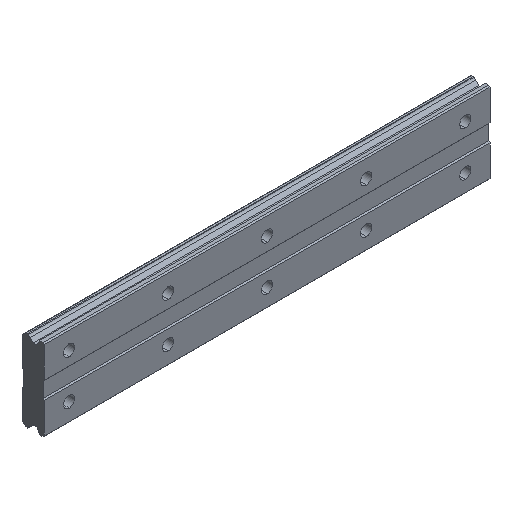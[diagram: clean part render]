
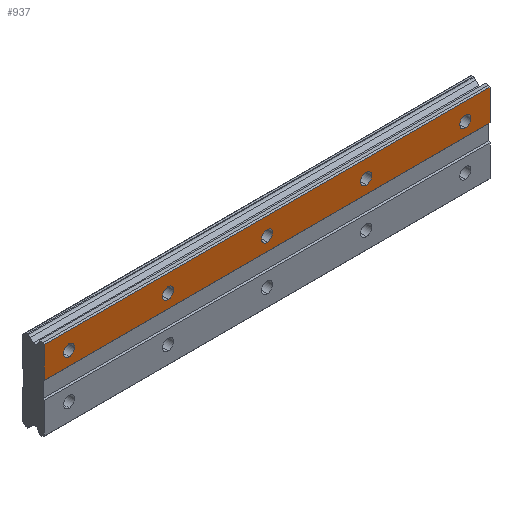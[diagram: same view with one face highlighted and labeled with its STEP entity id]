
A CAD part, isometric view. The second image highlights one B-rep face of the part: STEP entity #937.
In plain terms, the highlighted planar face has unit normal (0, -1, 0).
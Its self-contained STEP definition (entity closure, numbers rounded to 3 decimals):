
#31 = AXIS2_PLACEMENT_3D ( 'NONE', #864, #2074, #825 ) ;
#130 = EDGE_LOOP ( 'NONE', ( #1543, #448 ) ) ;
#166 = EDGE_LOOP ( 'NONE', ( #1171, #326 ) ) ;
#197 = VECTOR ( 'NONE', #1931, 1000. ) ;
#238 = DIRECTION ( 'NONE',  ( 0., -1., 0. ) ) ;
#244 = AXIS2_PLACEMENT_3D ( 'NONE', #537, #1144, #2619 ) ;
#274 = VERTEX_POINT ( 'NONE', #1132 ) ;
#291 = AXIS2_PLACEMENT_3D ( 'NONE', #405, #238, #1876 ) ;
#307 = EDGE_CURVE ( 'NONE', #274, #1768, #2430, .T. ) ;
#310 = ORIENTED_EDGE ( 'NONE', *, *, #856, .F. ) ;
#319 = DIRECTION ( 'NONE',  ( 0., 0., 1. ) ) ;
#326 = ORIENTED_EDGE ( 'NONE', *, *, #307, .F. ) ;
#363 = CARTESIAN_POINT ( 'NONE',  ( 170., 0., 3.5 ) ) ;
#373 = DIRECTION ( 'NONE',  ( 0., 0., 1. ) ) ;
#382 = CIRCLE ( 'NONE', #728, 2.25 ) ;
#403 = CARTESIAN_POINT ( 'NONE',  ( 170., 0., 3.5 ) ) ;
#405 = CARTESIAN_POINT ( 'NONE',  ( 40., 0., 9. ) ) ;
#411 = CARTESIAN_POINT ( 'NONE',  ( 0., 0., 11.25 ) ) ;
#422 = VECTOR ( 'NONE', #1187, 1000. ) ;
#429 = EDGE_CURVE ( 'NONE', #712, #2187, #2254, .T. ) ;
#448 = ORIENTED_EDGE ( 'NONE', *, *, #429, .F. ) ;
#449 = ORIENTED_EDGE ( 'NONE', *, *, #593, .F. ) ;
#463 = AXIS2_PLACEMENT_3D ( 'NONE', #1165, #571, #319 ) ;
#467 = CIRCLE ( 'NONE', #31, 2.25 ) ;
#480 = EDGE_CURVE ( 'NONE', #1606, #839, #1591, .T. ) ;
#484 = DIRECTION ( 'NONE',  ( 0., -1., 0. ) ) ;
#486 = CARTESIAN_POINT ( 'NONE',  ( 40., 0., 11.25 ) ) ;
#527 = EDGE_CURVE ( 'NONE', #1957, #1442, #554, .T. ) ;
#535 = ORIENTED_EDGE ( 'NONE', *, *, #2499, .F. ) ;
#537 = CARTESIAN_POINT ( 'NONE',  ( 120., 0., 9. ) ) ;
#554 = CIRCLE ( 'NONE', #463, 2.25 ) ;
#558 = CIRCLE ( 'NONE', #1870, 2.25 ) ;
#566 = ORIENTED_EDGE ( 'NONE', *, *, #1472, .F. ) ;
#570 = DIRECTION ( 'NONE',  ( 0., -1., 0. ) ) ;
#571 = DIRECTION ( 'NONE',  ( 0., -1., 0. ) ) ;
#593 = EDGE_CURVE ( 'NONE', #2106, #1917, #558, .T. ) ;
#618 = CARTESIAN_POINT ( 'NONE',  ( 0., 0., 9. ) ) ;
#712 = VERTEX_POINT ( 'NONE', #1972 ) ;
#726 = AXIS2_PLACEMENT_3D ( 'NONE', #1238, #570, #373 ) ;
#728 = AXIS2_PLACEMENT_3D ( 'NONE', #1682, #887, #2522 ) ;
#767 = LINE ( 'NONE', #2233, #422 ) ;
#771 = CIRCLE ( 'NONE', #291, 2.25 ) ;
#794 = DIRECTION ( 'NONE',  ( 0., 0., 1. ) ) ;
#821 = CARTESIAN_POINT ( 'NONE',  ( 80., 0., 11.25 ) ) ;
#825 = DIRECTION ( 'NONE',  ( 0., 0., 1. ) ) ;
#838 = VERTEX_POINT ( 'NONE', #1221 ) ;
#839 = VERTEX_POINT ( 'NONE', #998 ) ;
#840 = LINE ( 'NONE', #2527, #197 ) ;
#856 = EDGE_CURVE ( 'NONE', #1917, #2106, #902, .T. ) ;
#864 = CARTESIAN_POINT ( 'NONE',  ( 80., 0., 9. ) ) ;
#872 = EDGE_CURVE ( 'NONE', #838, #1574, #1818, .T. ) ;
#887 = DIRECTION ( 'NONE',  ( 0., -1., 0. ) ) ;
#902 = CIRCLE ( 'NONE', #1731, 2.25 ) ;
#908 = DIRECTION ( 'NONE',  ( 0., -1., 0. ) ) ;
#923 = CARTESIAN_POINT ( 'NONE',  ( 120., 0., 11.25 ) ) ;
#937 = ADVANCED_FACE ( 'NONE', ( #1599, #1639, #1182, #2473, #2463, #2450 ), #2060, .F. ) ;
#942 = ORIENTED_EDGE ( 'NONE', *, *, #1673, .F. ) ;
#998 = CARTESIAN_POINT ( 'NONE',  ( -10., 0., 3.5 ) ) ;
#1002 = CARTESIAN_POINT ( 'NONE',  ( 80., 0., 9. ) ) ;
#1009 = DIRECTION ( 'NONE',  ( 1., 0., 0. ) ) ;
#1013 = CARTESIAN_POINT ( 'NONE',  ( 0., 0., 6.75 ) ) ;
#1019 = CARTESIAN_POINT ( 'NONE',  ( 170., 0., 16. ) ) ;
#1132 = CARTESIAN_POINT ( 'NONE',  ( 40., 0., 6.75 ) ) ;
#1144 = DIRECTION ( 'NONE',  ( 0., -1., 0. ) ) ;
#1149 = EDGE_CURVE ( 'NONE', #2187, #712, #382, .T. ) ;
#1159 = VECTOR ( 'NONE', #1009, 1000. ) ;
#1165 = CARTESIAN_POINT ( 'NONE',  ( 160., 0., 9. ) ) ;
#1167 = AXIS2_PLACEMENT_3D ( 'NONE', #1002, #2678, #1419 ) ;
#1171 = ORIENTED_EDGE ( 'NONE', *, *, #2613, .F. ) ;
#1182 = FACE_BOUND ( 'NONE', #1980, .T. ) ;
#1187 = DIRECTION ( 'NONE',  ( 0., 0., -1. ) ) ;
#1195 = EDGE_LOOP ( 'NONE', ( #1718, #942, #2556, #1894 ) ) ;
#1221 = CARTESIAN_POINT ( 'NONE',  ( -10., 0., 16. ) ) ;
#1238 = CARTESIAN_POINT ( 'NONE',  ( 160., 0., 9. ) ) ;
#1304 = CARTESIAN_POINT ( 'NONE',  ( 0., 0., 9. ) ) ;
#1363 = DIRECTION ( 'NONE',  ( -1., 0., 0. ) ) ;
#1376 = VECTOR ( 'NONE', #1363, 1000. ) ;
#1386 = DIRECTION ( 'NONE',  ( 0., 1., 0. ) ) ;
#1419 = DIRECTION ( 'NONE',  ( 0., 0., 1. ) ) ;
#1434 = VERTEX_POINT ( 'NONE', #821 ) ;
#1442 = VERTEX_POINT ( 'NONE', #1623 ) ;
#1472 = EDGE_CURVE ( 'NONE', #1434, #2362, #1778, .T. ) ;
#1543 = ORIENTED_EDGE ( 'NONE', *, *, #1149, .F. ) ;
#1572 = EDGE_LOOP ( 'NONE', ( #449, #310 ) ) ;
#1574 = VERTEX_POINT ( 'NONE', #2020 ) ;
#1591 = LINE ( 'NONE', #363, #1376 ) ;
#1599 = FACE_OUTER_BOUND ( 'NONE', #1195, .T. ) ;
#1606 = VERTEX_POINT ( 'NONE', #403 ) ;
#1623 = CARTESIAN_POINT ( 'NONE',  ( 160., 0., 11.25 ) ) ;
#1639 = FACE_BOUND ( 'NONE', #1572, .T. ) ;
#1655 = DIRECTION ( 'NONE',  ( 0., -1., 0. ) ) ;
#1662 = EDGE_CURVE ( 'NONE', #1442, #1957, #1822, .T. ) ;
#1673 = EDGE_CURVE ( 'NONE', #1574, #1606, #767, .T. ) ;
#1682 = CARTESIAN_POINT ( 'NONE',  ( 120., 0., 9. ) ) ;
#1703 = ORIENTED_EDGE ( 'NONE', *, *, #527, .F. ) ;
#1718 = ORIENTED_EDGE ( 'NONE', *, *, #480, .F. ) ;
#1731 = AXIS2_PLACEMENT_3D ( 'NONE', #618, #1655, #2013 ) ;
#1768 = VERTEX_POINT ( 'NONE', #486 ) ;
#1778 = CIRCLE ( 'NONE', #1167, 2.25 ) ;
#1818 = LINE ( 'NONE', #1019, #1159 ) ;
#1822 = CIRCLE ( 'NONE', #726, 2.25 ) ;
#1870 = AXIS2_PLACEMENT_3D ( 'NONE', #1304, #484, #794 ) ;
#1876 = DIRECTION ( 'NONE',  ( 0., 0., 1. ) ) ;
#1882 = ORIENTED_EDGE ( 'NONE', *, *, #1662, .F. ) ;
#1894 = ORIENTED_EDGE ( 'NONE', *, *, #2022, .F. ) ;
#1917 = VERTEX_POINT ( 'NONE', #1013 ) ;
#1931 = DIRECTION ( 'NONE',  ( 0., 0., 1. ) ) ;
#1951 = DIRECTION ( 'NONE',  ( 0., 0., 1. ) ) ;
#1957 = VERTEX_POINT ( 'NONE', #2465 ) ;
#1972 = CARTESIAN_POINT ( 'NONE',  ( 120., 0., 6.75 ) ) ;
#1980 = EDGE_LOOP ( 'NONE', ( #1882, #1703 ) ) ;
#2013 = DIRECTION ( 'NONE',  ( 0., 0., 1. ) ) ;
#2020 = CARTESIAN_POINT ( 'NONE',  ( 170., 0., 16. ) ) ;
#2022 = EDGE_CURVE ( 'NONE', #839, #838, #840, .T. ) ;
#2059 = CARTESIAN_POINT ( 'NONE',  ( 80., 0., 6.75 ) ) ;
#2060 = PLANE ( 'NONE',  #2519 ) ;
#2074 = DIRECTION ( 'NONE',  ( 0., -1., 0. ) ) ;
#2106 = VERTEX_POINT ( 'NONE', #411 ) ;
#2187 = VERTEX_POINT ( 'NONE', #923 ) ;
#2226 = DIRECTION ( 'NONE',  ( 0., 0., 1. ) ) ;
#2233 = CARTESIAN_POINT ( 'NONE',  ( 170., 0., 16. ) ) ;
#2254 = CIRCLE ( 'NONE', #244, 2.25 ) ;
#2362 = VERTEX_POINT ( 'NONE', #2059 ) ;
#2430 = CIRCLE ( 'NONE', #2516, 2.25 ) ;
#2437 = CARTESIAN_POINT ( 'NONE',  ( 170., 0., 16. ) ) ;
#2442 = EDGE_LOOP ( 'NONE', ( #566, #535 ) ) ;
#2450 = FACE_BOUND ( 'NONE', #166, .T. ) ;
#2463 = FACE_BOUND ( 'NONE', #2442, .T. ) ;
#2465 = CARTESIAN_POINT ( 'NONE',  ( 160., 0., 6.75 ) ) ;
#2473 = FACE_BOUND ( 'NONE', #130, .T. ) ;
#2499 = EDGE_CURVE ( 'NONE', #2362, #1434, #467, .T. ) ;
#2516 = AXIS2_PLACEMENT_3D ( 'NONE', #2576, #908, #1951 ) ;
#2519 = AXIS2_PLACEMENT_3D ( 'NONE', #2437, #1386, #2226 ) ;
#2522 = DIRECTION ( 'NONE',  ( 0., 0., 1. ) ) ;
#2527 = CARTESIAN_POINT ( 'NONE',  ( -10., 0., 16. ) ) ;
#2556 = ORIENTED_EDGE ( 'NONE', *, *, #872, .F. ) ;
#2576 = CARTESIAN_POINT ( 'NONE',  ( 40., 0., 9. ) ) ;
#2613 = EDGE_CURVE ( 'NONE', #1768, #274, #771, .T. ) ;
#2619 = DIRECTION ( 'NONE',  ( 0., 0., 1. ) ) ;
#2678 = DIRECTION ( 'NONE',  ( 0., -1., 0. ) ) ;
